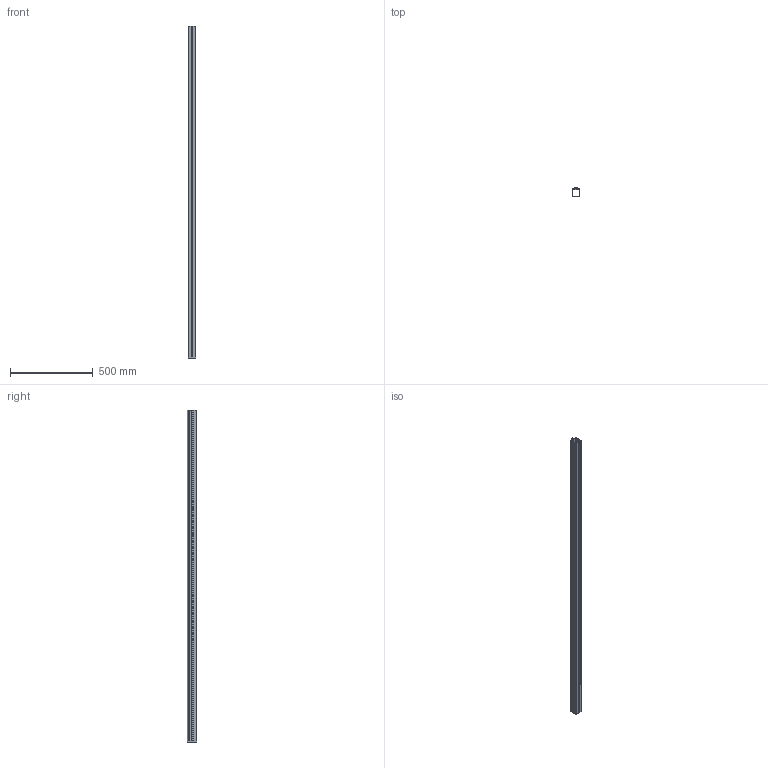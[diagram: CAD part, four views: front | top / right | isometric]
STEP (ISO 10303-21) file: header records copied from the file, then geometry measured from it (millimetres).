
FILE_DESCRIPTION (( 'STEP AP214' ), '1' );
FILE_NAME ('6850010', '2019-01-31T12:06:25', ( '' ), ('JUGARD+KÜNSTNER GmbH'), 'SwSTEP 2.0', 'SolidWorks 2017', '' );
FILE_SCHEMA (( 'AUTOMOTIVE_DESIGN' ));
Length unit declared in the file: millimetre
Products named in the file (1): 6850010_CNAJF00
Bounding box: 45 x 55.2 x 2000 mm (x, y, z)
Volume: 542781.8 mm3; surface area: 774741.3 mm2
Topology: 1 solids, 1 shells, 46 faces, 136 edges, 92 vertices
Faces by surface type: plane 38, cylinder 8
Entity records: 1566 total; most frequent: CARTESIAN_POINT 275, ORIENTED_EDGE 272, DIRECTION 246, EDGE_CURVE 136, LINE 120, VECTOR 120, VERTEX_POINT 92, AXIS2_PLACEMENT_3D 63
